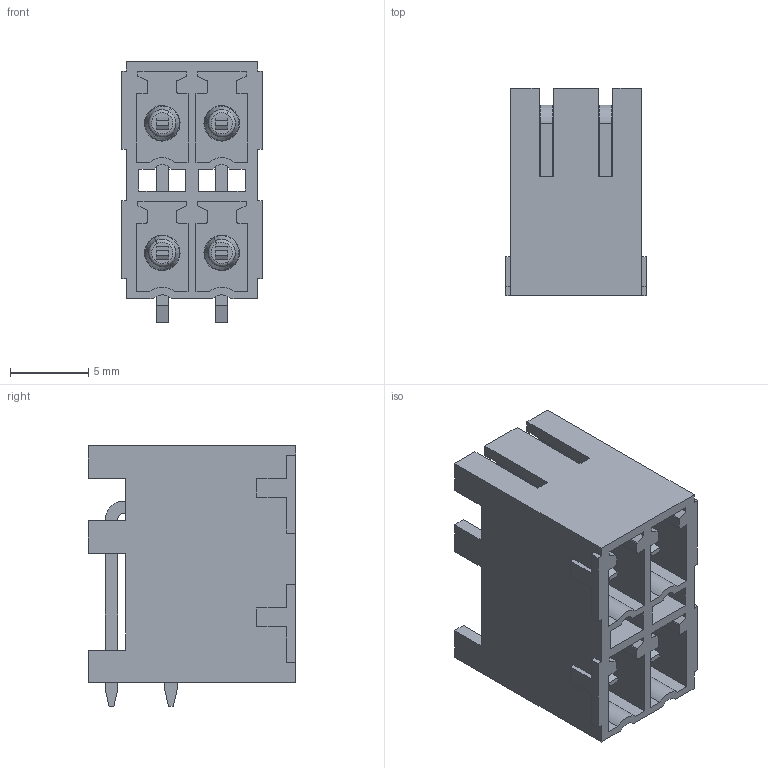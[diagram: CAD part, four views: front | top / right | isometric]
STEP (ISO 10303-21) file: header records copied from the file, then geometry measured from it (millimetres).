
FILE_DESCRIPTION(('CATIA V5 STEP Exchange','CAx-IF Rec.Pracs.--- Model Styling and Organization---1.2---2011-12-15'),'2;1');
FILE_NAME ('D1447473_0_1039270000_1039270000.stp','2018-10-10T02:44:26+00:00',('none'),('Weidmueller'),'CATIA Version 5-6 Release 2014','CATIA V5 STEP AP214','none');
FILE_SCHEMA(('AUTOMOTIVE_DESIGN { 1 0 10303 214 1 1 1 1 }'));
Length unit declared in the file: millimetre
Products named in the file (1): 1039270000
Bounding box: 9.01 x 13.3 x 16.7 mm (x, y, z)
Volume: 697.2 mm3; surface area: 2122.1 mm2
Topology: 5 solids, 5 shells, 316 faces, 884 edges, 584 vertices
Faces by surface type: plane 262, cylinder 30, torus 16, cone 8
Entity records: 9164 total; most frequent: ORIENTED_EDGE 1768, CARTESIAN_POINT 1652, DIRECTION 1180, EDGE_CURVE 884, VECTOR 776, LINE 776, VERTEX_POINT 584, EDGE_LOOP 334
